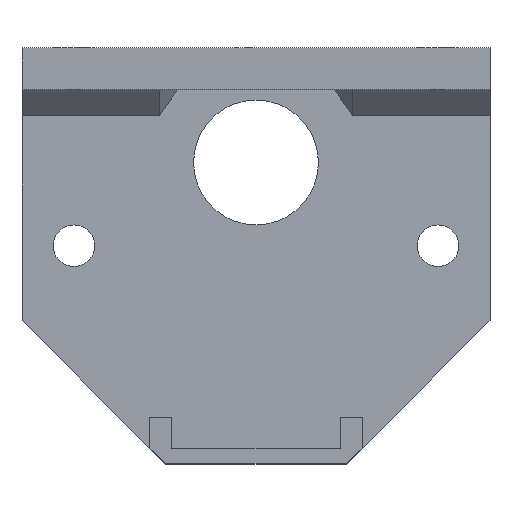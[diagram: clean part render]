
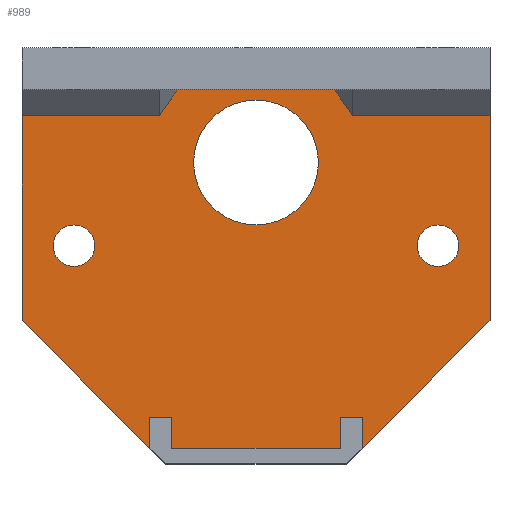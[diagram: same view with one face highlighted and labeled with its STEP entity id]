
A CAD part, top view. The second image highlights one B-rep face of the part: STEP entity #989.
In plain terms, the highlighted planar face has unit normal (0, 0, 1).
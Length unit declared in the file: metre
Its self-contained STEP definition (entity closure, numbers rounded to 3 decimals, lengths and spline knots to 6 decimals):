
#22=LINE('',#1445,#130);
#23=LINE('',#1448,#131);
#24=LINE('',#1450,#132);
#25=LINE('',#1452,#133);
#26=LINE('',#1454,#134);
#27=LINE('',#1456,#135);
#28=LINE('',#1458,#136);
#29=LINE('',#1460,#137);
#30=LINE('',#1462,#138);
#31=LINE('',#1464,#139);
#32=LINE('',#1466,#140);
#33=LINE('',#1468,#141);
#34=LINE('',#1470,#142);
#35=LINE('',#1472,#143);
#36=LINE('',#1474,#144);
#37=LINE('',#1476,#145);
#130=VECTOR('',#1159,1.);
#131=VECTOR('',#1160,1.);
#132=VECTOR('',#1161,1.);
#133=VECTOR('',#1162,1.);
#134=VECTOR('',#1163,1.);
#135=VECTOR('',#1164,1.);
#136=VECTOR('',#1165,1.);
#137=VECTOR('',#1166,1.);
#138=VECTOR('',#1167,1.);
#139=VECTOR('',#1168,1.);
#140=VECTOR('',#1169,1.);
#141=VECTOR('',#1170,1.);
#142=VECTOR('',#1171,1.);
#143=VECTOR('',#1172,1.);
#144=VECTOR('',#1173,1.);
#145=VECTOR('',#1174,1.);
#238=ORIENTED_EDGE('',*,*,#516,.F.);
#239=ORIENTED_EDGE('',*,*,#517,.F.);
#240=ORIENTED_EDGE('',*,*,#518,.F.);
#241=ORIENTED_EDGE('',*,*,#519,.T.);
#242=ORIENTED_EDGE('',*,*,#520,.T.);
#243=ORIENTED_EDGE('',*,*,#521,.T.);
#244=ORIENTED_EDGE('',*,*,#522,.F.);
#245=ORIENTED_EDGE('',*,*,#523,.T.);
#246=ORIENTED_EDGE('',*,*,#524,.T.);
#247=ORIENTED_EDGE('',*,*,#525,.F.);
#248=ORIENTED_EDGE('',*,*,#526,.F.);
#249=ORIENTED_EDGE('',*,*,#527,.T.);
#250=ORIENTED_EDGE('',*,*,#528,.T.);
#251=ORIENTED_EDGE('',*,*,#529,.F.);
#252=ORIENTED_EDGE('',*,*,#530,.T.);
#253=ORIENTED_EDGE('',*,*,#531,.T.);
#254=ORIENTED_EDGE('',*,*,#532,.T.);
#255=ORIENTED_EDGE('',*,*,#533,.T.);
#256=ORIENTED_EDGE('',*,*,#534,.T.);
#516=EDGE_CURVE('',#655,#655,#750,.T.);
#517=EDGE_CURVE('',#656,#656,#751,.T.);
#518=EDGE_CURVE('',#657,#657,#752,.T.);
#519=EDGE_CURVE('',#658,#659,#22,.T.);
#520=EDGE_CURVE('',#659,#660,#23,.T.);
#521=EDGE_CURVE('',#660,#661,#24,.T.);
#522=EDGE_CURVE('',#662,#661,#25,.T.);
#523=EDGE_CURVE('',#662,#663,#26,.T.);
#524=EDGE_CURVE('',#663,#664,#27,.T.);
#525=EDGE_CURVE('',#665,#664,#28,.T.);
#526=EDGE_CURVE('',#666,#665,#29,.T.);
#527=EDGE_CURVE('',#666,#667,#30,.T.);
#528=EDGE_CURVE('',#667,#668,#31,.T.);
#529=EDGE_CURVE('',#669,#668,#32,.T.);
#530=EDGE_CURVE('',#669,#670,#33,.T.);
#531=EDGE_CURVE('',#670,#671,#34,.T.);
#532=EDGE_CURVE('',#671,#672,#35,.F.);
#533=EDGE_CURVE('',#672,#673,#36,.T.);
#534=EDGE_CURVE('',#673,#658,#37,.T.);
#655=VERTEX_POINT('',#1440);
#656=VERTEX_POINT('',#1442);
#657=VERTEX_POINT('',#1444);
#658=VERTEX_POINT('',#1446);
#659=VERTEX_POINT('',#1447);
#660=VERTEX_POINT('',#1449);
#661=VERTEX_POINT('',#1451);
#662=VERTEX_POINT('',#1453);
#663=VERTEX_POINT('',#1455);
#664=VERTEX_POINT('',#1457);
#665=VERTEX_POINT('',#1459);
#666=VERTEX_POINT('',#1461);
#667=VERTEX_POINT('',#1463);
#668=VERTEX_POINT('',#1465);
#669=VERTEX_POINT('',#1467);
#670=VERTEX_POINT('',#1469);
#671=VERTEX_POINT('',#1471);
#672=VERTEX_POINT('',#1473);
#673=VERTEX_POINT('',#1475);
#750=CIRCLE('',#1061,0.006);
#751=CIRCLE('',#1062,0.002);
#752=CIRCLE('',#1063,0.002);
#781=EDGE_LOOP('',(#238));
#782=EDGE_LOOP('',(#239));
#783=EDGE_LOOP('',(#240));
#784=EDGE_LOOP('',(#241,#242,#243,#244,#245,#246,#247,#248,#249,#250,#251,
#252,#253,#254,#255,#256));
#861=FACE_BOUND('',#781,.T.);
#862=FACE_BOUND('',#782,.T.);
#863=FACE_BOUND('',#783,.T.);
#864=FACE_BOUND('',#784,.T.);
#941=PLANE('',#1060);
#989=ADVANCED_FACE('',(#861,#862,#863,#864),#941,.T.);
#1060=AXIS2_PLACEMENT_3D('',#1438,#1151,#1152);
#1061=AXIS2_PLACEMENT_3D('',#1439,#1153,#1154);
#1062=AXIS2_PLACEMENT_3D('',#1441,#1155,#1156);
#1063=AXIS2_PLACEMENT_3D('',#1443,#1157,#1158);
#1151=DIRECTION('',(0.,0.,1.));
#1152=DIRECTION('',(1.,0.,0.));
#1153=DIRECTION('',(0.,0.,1.));
#1154=DIRECTION('',(1.,0.,0.));
#1155=DIRECTION('',(0.,0.,1.));
#1156=DIRECTION('',(1.,0.,0.));
#1157=DIRECTION('',(0.,0.,1.));
#1158=DIRECTION('',(1.,0.,0.));
#1159=DIRECTION('',(0.707,-0.707,0.));
#1160=DIRECTION('',(0.,1.,0.));
#1161=DIRECTION('',(1.,0.,0.));
#1162=DIRECTION('',(0.,1.,0.));
#1163=DIRECTION('',(1.,0.,0.));
#1164=DIRECTION('',(0.,1.,0.));
#1165=DIRECTION('',(-1.,0.,0.));
#1166=DIRECTION('',(0.,1.,0.));
#1167=DIRECTION('',(0.707,0.707,0.));
#1168=DIRECTION('',(0.,1.,0.));
#1169=DIRECTION('',(1.,0.,0.));
#1170=DIRECTION('',(-0.577,0.816,0.));
#1171=DIRECTION('',(-1.,0.,0.));
#1172=DIRECTION('',(0.577,0.816,0.));
#1173=DIRECTION('',(-1.,0.,0.));
#1174=DIRECTION('',(0.,-1.,0.));
#1438=CARTESIAN_POINT('',(0.,0.,0.004));
#1439=CARTESIAN_POINT('',(0.,0.008,0.004));
#1440=CARTESIAN_POINT('',(0.006,0.008,0.004));
#1441=CARTESIAN_POINT('',(0.0175,0.,0.004));
#1442=CARTESIAN_POINT('',(0.0195,0.,0.004));
#1443=CARTESIAN_POINT('',(-0.0175,0.,0.004));
#1444=CARTESIAN_POINT('',(-0.0155,0.,0.004));
#1445=CARTESIAN_POINT('',(-0.014849,-0.014849,0.004));
#1446=CARTESIAN_POINT('',(-0.0225,-0.007198,0.004));
#1447=CARTESIAN_POINT('',(-0.010198,-0.0195,0.004));
#1448=CARTESIAN_POINT('',(-0.010198,-0.016939,0.004));
#1449=CARTESIAN_POINT('',(-0.010198,-0.0165,0.004));
#1450=CARTESIAN_POINT('',(-0.009138,-0.0165,0.004));
#1451=CARTESIAN_POINT('',(-0.008077,-0.0165,0.004));
#1452=CARTESIAN_POINT('',(-0.008077,-0.018,0.004));
#1453=CARTESIAN_POINT('',(-0.008077,-0.0195,0.004));
#1454=CARTESIAN_POINT('',(0.,-0.0195,0.004));
#1455=CARTESIAN_POINT('',(0.008077,-0.0195,0.004));
#1456=CARTESIAN_POINT('',(0.008077,-0.018,0.004));
#1457=CARTESIAN_POINT('',(0.008077,-0.0165,0.004));
#1458=CARTESIAN_POINT('',(0.009138,-0.0165,0.004));
#1459=CARTESIAN_POINT('',(0.010198,-0.0165,0.004));
#1460=CARTESIAN_POINT('',(0.010198,-0.018439,0.004));
#1461=CARTESIAN_POINT('',(0.010198,-0.0195,0.004));
#1462=CARTESIAN_POINT('',(0.014849,-0.014849,0.004));
#1463=CARTESIAN_POINT('',(0.0225,-0.007198,0.004));
#1464=CARTESIAN_POINT('',(0.0225,0.,0.004));
#1465=CARTESIAN_POINT('',(0.0225,0.0125,0.004));
#1466=CARTESIAN_POINT('',(0.0075,0.0125,0.004));
#1467=CARTESIAN_POINT('',(0.0093,0.0125,0.004));
#1468=CARTESIAN_POINT('',(0.008711,0.013333,0.004));
#1469=CARTESIAN_POINT('',(0.007532,0.015,0.004));
#1470=CARTESIAN_POINT('',(0.,0.015,0.004));
#1471=CARTESIAN_POINT('',(-0.007532,0.015,0.004));
#1472=CARTESIAN_POINT('',(-0.008491,0.013644,0.004));
#1473=CARTESIAN_POINT('',(-0.0093,0.0125,0.004));
#1474=CARTESIAN_POINT('',(-0.0075,0.0125,0.004));
#1475=CARTESIAN_POINT('',(-0.0225,0.0125,0.004));
#1476=CARTESIAN_POINT('',(-0.0225,0.,0.004));
